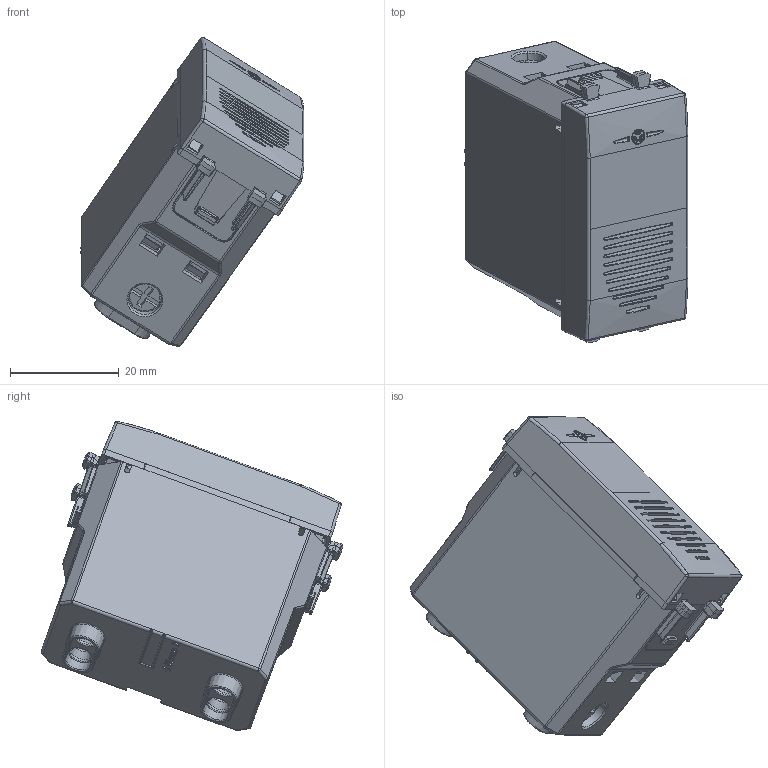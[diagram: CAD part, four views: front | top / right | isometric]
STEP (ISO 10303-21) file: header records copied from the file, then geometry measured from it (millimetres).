
FILE_DESCRIPTION(('CATIA V5 STEP Exchange'),'2;1');
FILE_NAME('441029.stp','2024-02-26T08:35:27+00:00',('none'),('none'),'CATIA Version 5-6 Release 2016 SP6','CATIA V5 STEP AP203','none');
FILE_SCHEMA(('CONFIG_CONTROL_DESIGN'));
Products named in the file (1): 44X029
Assembly tree (6 placements, depth 2):
  44X029
    #57
    #15098
    #51240
    #66735  x2
    #67676
Bounding box: 41.15 x 55.49 x 56.89 mm (x, y, z)
Volume: 11421.6 mm3; surface area: 19188.6 mm2
Topology: 6 solids, 6 shells, 1743 faces, 4570 edges, 2780 vertices
Faces by surface type: plane 721, cylinder 510, bspline 242, cone 116, torus 90, sphere 56, extrusion 8
Entity records: 68027 total; most frequent: CARTESIAN_POINT 32000, ORIENTED_EDGE 8852, DIRECTION 4977, EDGE_CURVE 4426, VERTEX_POINT 2732, VECTOR 2042, LINE 2034, AXIS2_PLACEMENT_3D 1795
